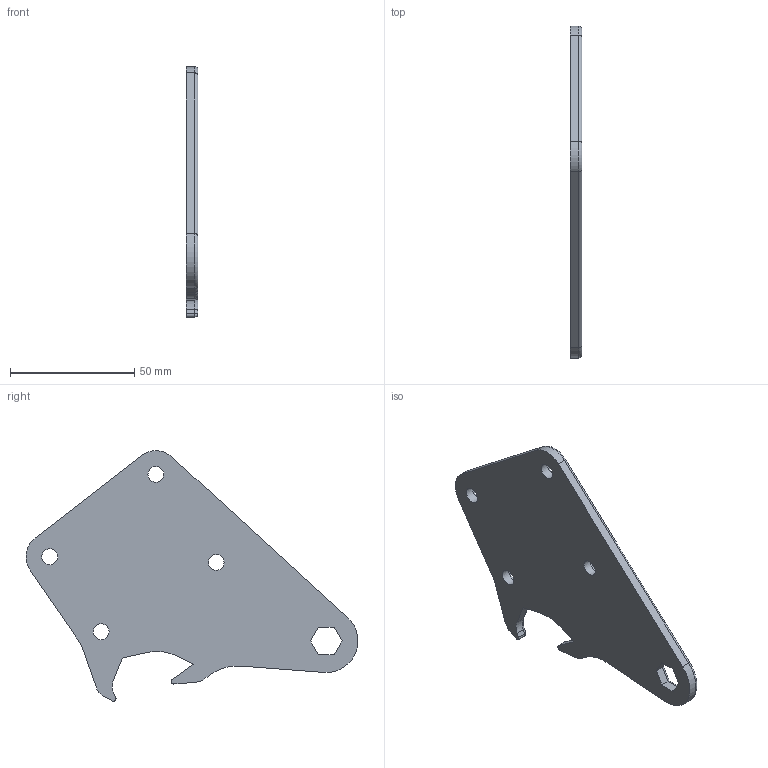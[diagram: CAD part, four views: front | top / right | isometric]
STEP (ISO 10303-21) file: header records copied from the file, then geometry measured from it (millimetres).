
FILE_DESCRIPTION(/* description */ ('STEP AP242','CAx-IF Rec.Pracs.---Representation and Presentation of Product Manufacturing Information (PMI)---4.0---2014-10-13','CAx-IF Rec.Pracs.---3D Tessellated Geometry---0.4---2014-09-14','2;1'),/* implementation_level */ '2;1');
FILE_NAME(/* name */ '66956dafd3e73f42a16af637',/* time_stamp */ '2024-07-15T18:42:55Z',/* author */ (''),/* organization */ (''),/* preprocessor_version */ 'ST-DEVELOPER v20',/* originating_system */ ' ',/* authorisation */ ' ');
FILE_SCHEMA (('AP242_MANAGED_MODEL_BASED_3D_ENGINEERING_MIM_LF { 1 0 10303 442 1 1 4 }'));
Length unit declared in the file: metre
Products named in the file (1): Part 13
Bounding box: 4.76 x 133.32 x 100.69 mm (x, y, z)
Volume: 33966.7 mm3; surface area: 16514.6 mm2
Topology: 1 solids, 1 shells, 68 faces, 165 edges, 97 vertices
Faces by surface type: cylinder 33, plane 21, torus 12, bspline 2
Full cylindrical faces by diameter (mm): 6.35 x4
Entity records: 2026 total; most frequent: CARTESIAN_POINT 397, DIRECTION 358, ORIENTED_EDGE 310, EDGE_CURVE 155, AXIS2_PLACEMENT_3D 136, VERTEX_POINT 97, LINE 86, VECTOR 86
